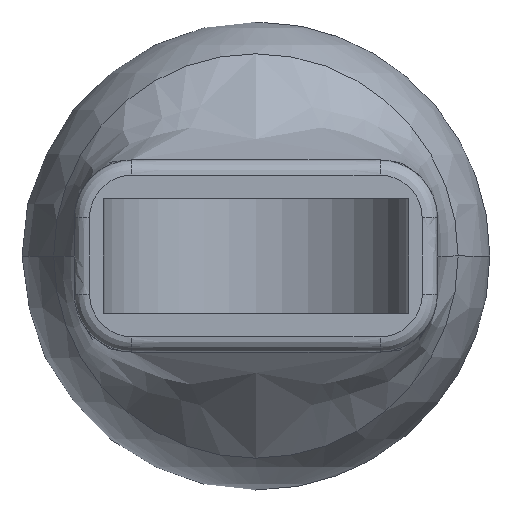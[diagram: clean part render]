
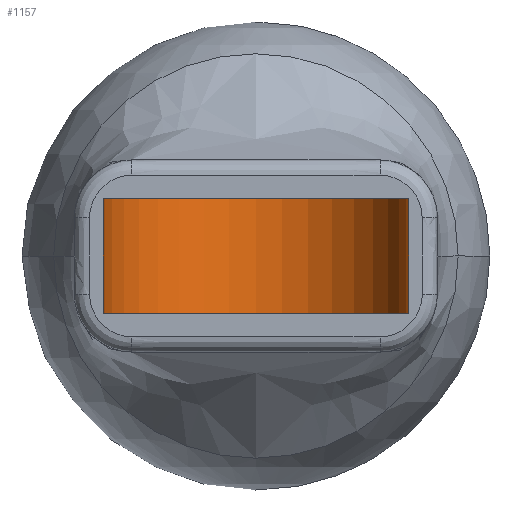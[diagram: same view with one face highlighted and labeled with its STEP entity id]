
A CAD part, front view. The second image highlights one B-rep face of the part: STEP entity #1157.
In plain terms, the highlighted cylindrical face has radius 8 mm (diameter 16 mm), a partial arc.
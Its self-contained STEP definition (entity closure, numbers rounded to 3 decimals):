
#21 = DIRECTION ( 'NONE',  ( 0., 0., 1. ) ) ;
#101 = LINE ( 'NONE', #1257, #3397 ) ;
#121 = EDGE_CURVE ( 'NONE', #203, #3131, #101, .T. ) ;
#158 = CARTESIAN_POINT ( 'NONE',  ( -8., 73., -3. ) ) ;
#202 = LINE ( 'NONE', #3293, #2250 ) ;
#203 = VERTEX_POINT ( 'NONE', #158 ) ;
#261 = CARTESIAN_POINT ( 'NONE',  ( 0., 73., -3. ) ) ;
#511 = ORIENTED_EDGE ( 'NONE', *, *, #3454, .T. ) ;
#570 = AXIS2_PLACEMENT_3D ( 'NONE', #1443, #1423, #2800 ) ;
#582 = EDGE_CURVE ( 'NONE', #3168, #203, #1897, .T. ) ;
#662 = AXIS2_PLACEMENT_3D ( 'NONE', #261, #21, #2160 ) ;
#1017 = DIRECTION ( 'NONE',  ( 1., 0., 0. ) ) ;
#1157 = ADVANCED_FACE ( 'NONE', ( #3026 ), #2395, .F. ) ;
#1257 = CARTESIAN_POINT ( 'NONE',  ( -8., 73., -3. ) ) ;
#1423 = DIRECTION ( 'NONE',  ( 0., 0., 1. ) ) ;
#1443 = CARTESIAN_POINT ( 'NONE',  ( 0., 73., -3. ) ) ;
#1804 = DIRECTION ( 'NONE',  ( 0., 0., 1. ) ) ;
#1806 = VERTEX_POINT ( 'NONE', #2684 ) ;
#1897 = CIRCLE ( 'NONE', #662, 8. ) ;
#1927 = AXIS2_PLACEMENT_3D ( 'NONE', #2102, #2618, #1017 ) ;
#2102 = CARTESIAN_POINT ( 'NONE',  ( 0., 73., 3. ) ) ;
#2118 = ORIENTED_EDGE ( 'NONE', *, *, #582, .F. ) ;
#2160 = DIRECTION ( 'NONE',  ( 1., 0., 0. ) ) ;
#2198 = DIRECTION ( 'NONE',  ( 0., 0., 1. ) ) ;
#2250 = VECTOR ( 'NONE', #2198, 1000. ) ;
#2395 = CYLINDRICAL_SURFACE ( 'NONE', #570, 8. ) ;
#2578 = CARTESIAN_POINT ( 'NONE',  ( -8., 73., 3. ) ) ;
#2618 = DIRECTION ( 'NONE',  ( 0., 0., 1. ) ) ;
#2657 = EDGE_LOOP ( 'NONE', ( #3082, #2801, #2118, #511 ) ) ;
#2684 = CARTESIAN_POINT ( 'NONE',  ( 8., 73., 3. ) ) ;
#2800 = DIRECTION ( 'NONE',  ( 1., 0., 0. ) ) ;
#2801 = ORIENTED_EDGE ( 'NONE', *, *, #121, .F. ) ;
#3026 = FACE_OUTER_BOUND ( 'NONE', #2657, .T. ) ;
#3045 = EDGE_CURVE ( 'NONE', #1806, #3131, #3453, .T. ) ;
#3082 = ORIENTED_EDGE ( 'NONE', *, *, #3045, .T. ) ;
#3131 = VERTEX_POINT ( 'NONE', #2578 ) ;
#3159 = CARTESIAN_POINT ( 'NONE',  ( 8., 73., -3. ) ) ;
#3168 = VERTEX_POINT ( 'NONE', #3159 ) ;
#3293 = CARTESIAN_POINT ( 'NONE',  ( 8., 73., -3. ) ) ;
#3397 = VECTOR ( 'NONE', #1804, 1000. ) ;
#3453 = CIRCLE ( 'NONE', #1927, 8. ) ;
#3454 = EDGE_CURVE ( 'NONE', #3168, #1806, #202, .T. ) ;
